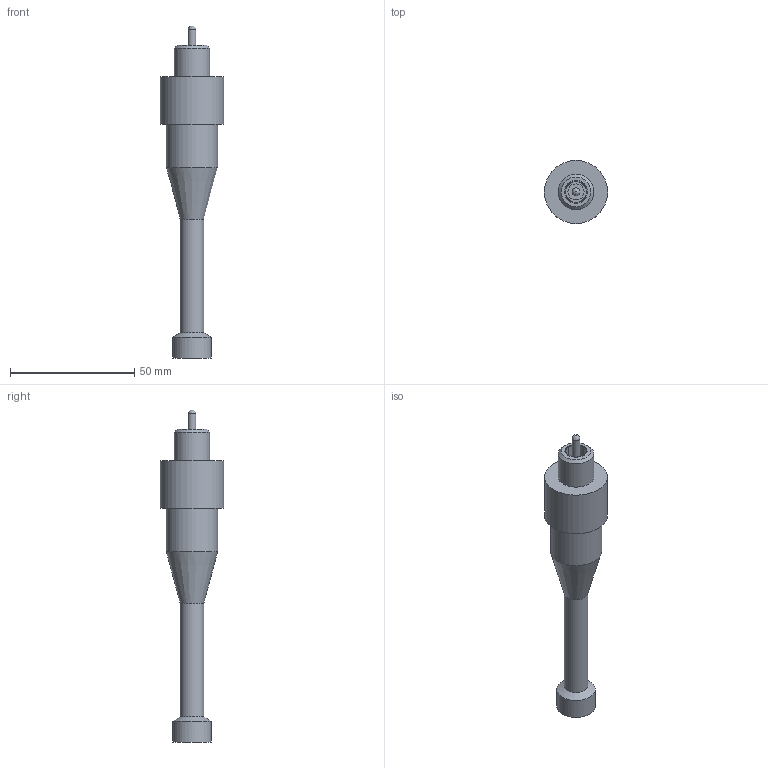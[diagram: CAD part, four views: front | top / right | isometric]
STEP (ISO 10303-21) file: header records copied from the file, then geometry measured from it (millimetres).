
FILE_DESCRIPTION(/* description */ (''),/* implementation_level */ '2;1');
FILE_NAME(/* name */ 'DCCXM.stp',/* time_stamp */ '2014-11-13T14:40:56+01:00',/* author */ ('sh'),/* organization */ (''),/* preprocessor_version */ 'ST-DEVELOPER v15.2',/* originating_system */ 'Autodesk Inventor 2014',/* authorisation */ '');
FILE_SCHEMA (('AUTOMOTIVE_DESIGN { 1 0 10303 214 3 1 1 }'));
Length unit declared in the file: inch
Products named in the file (1): DCCXM
Bounding box: 25.4 x 25.4 x 133.59 mm (x, y, z)
Volume: 23276.2 mm3; surface area: 10197.2 mm2
Topology: 5 solids, 5 shells, 130 faces, 324 edges, 213 vertices
Faces by surface type: plane 70, cylinder 28, torus 17, cone 9, bspline 6
Full cylindrical faces by diameter (mm): 1.753 x1, 2.261 x1, 3.175 x2, 6.045 x1, 6.452 x2, 8.255 x1, 8.306 x1, 8.915 x1, 9.525 x1, 11.1 x2, 11.811 x2, 12.065 x3, 14.275 x1, 15.494 x1, 20.625 x1, 25.4 x1
Entity records: 4359 total; most frequent: CARTESIAN_POINT 1406, DIRECTION 631, ORIENTED_EDGE 546, AXIS2_PLACEMENT_3D 277, EDGE_CURVE 273, VERTEX_POINT 203, EDGE_LOOP 186, ADVANCED_FACE 129
